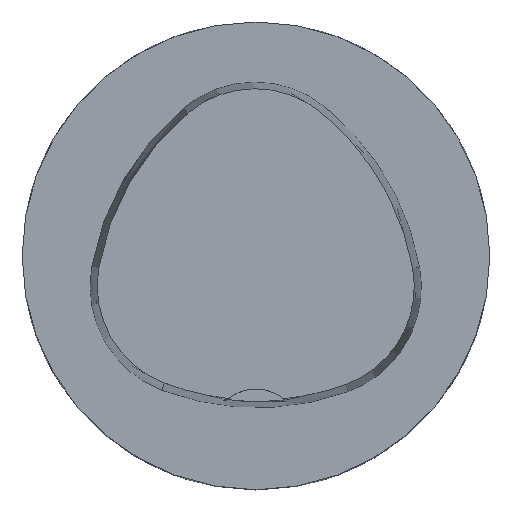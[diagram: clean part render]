
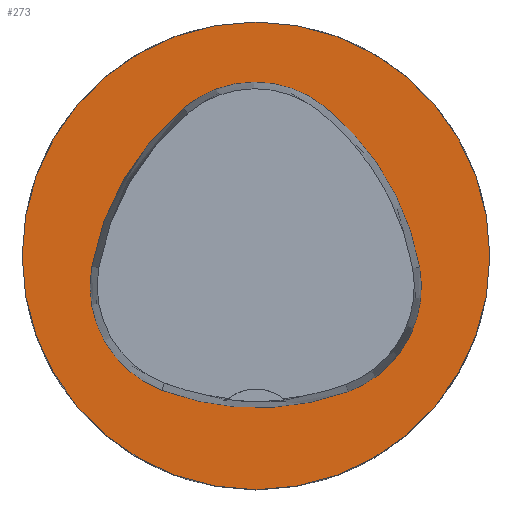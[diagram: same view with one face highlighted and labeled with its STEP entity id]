
A CAD part, top view. The second image highlights one B-rep face of the part: STEP entity #273.
In plain terms, the highlighted planar face has unit normal (0, 0, 1).
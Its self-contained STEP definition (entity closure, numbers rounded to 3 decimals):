
#135=FACE_BOUND('',#514,.T.);
#136=FACE_BOUND('',#515,.T.);
#190=CIRCLE('',#1932,31.5);
#191=CIRCLE('',#1938,36.);
#193=CIRCLE('',#1941,15.);
#195=CIRCLE('',#1944,36.);
#197=CIRCLE('',#1947,15.);
#200=CIRCLE('',#1951,36.);
#203=CIRCLE('',#1955,15.);
#273=ADVANCED_FACE('',(#135,#136),#336,.T.);
#336=PLANE('',#1960);
#514=EDGE_LOOP('',(#1205,#1206,#1207,#1208,#1209,#1210));
#515=EDGE_LOOP('',(#1211));
#1205=ORIENTED_EDGE('',*,*,#1686,.F.);
#1206=ORIENTED_EDGE('',*,*,#1681,.F.);
#1207=ORIENTED_EDGE('',*,*,#1676,.F.);
#1208=ORIENTED_EDGE('',*,*,#1673,.F.);
#1209=ORIENTED_EDGE('',*,*,#1670,.F.);
#1210=ORIENTED_EDGE('',*,*,#1666,.F.);
#1211=ORIENTED_EDGE('',*,*,#1657,.T.);
#1446=VERTEX_POINT('',#3084);
#1455=VERTEX_POINT('',#3103);
#1456=VERTEX_POINT('',#3104);
#1459=VERTEX_POINT('',#3112);
#1461=VERTEX_POINT('',#3118);
#1463=VERTEX_POINT('',#3124);
#1467=VERTEX_POINT('',#3137);
#1657=EDGE_CURVE('',#1446,#1446,#190,.T.);
#1666=EDGE_CURVE('',#1455,#1456,#191,.T.);
#1670=EDGE_CURVE('',#1456,#1459,#193,.T.);
#1673=EDGE_CURVE('',#1459,#1461,#195,.T.);
#1676=EDGE_CURVE('',#1461,#1463,#197,.T.);
#1681=EDGE_CURVE('',#1463,#1467,#200,.T.);
#1686=EDGE_CURVE('',#1467,#1455,#203,.T.);
#1932=AXIS2_PLACEMENT_3D('',#3083,#2342,#2343);
#1938=AXIS2_PLACEMENT_3D('',#3102,#2358,#2359);
#1941=AXIS2_PLACEMENT_3D('',#3111,#2366,#2367);
#1944=AXIS2_PLACEMENT_3D('',#3117,#2373,#2374);
#1947=AXIS2_PLACEMENT_3D('',#3123,#2380,#2381);
#1951=AXIS2_PLACEMENT_3D('',#3136,#2389,#2390);
#1955=AXIS2_PLACEMENT_3D('',#3149,#2398,#2399);
#1960=AXIS2_PLACEMENT_3D('',#3154,#2408,#2409);
#2342=DIRECTION('',(0.,0.,1.));
#2343=DIRECTION('',(1.,0.,0.));
#2358=DIRECTION('',(0.,0.,1.));
#2359=DIRECTION('',(1.,0.,0.));
#2366=DIRECTION('',(0.,0.,1.));
#2367=DIRECTION('',(1.,0.,0.));
#2373=DIRECTION('',(0.,0.,1.));
#2374=DIRECTION('',(1.,0.,0.));
#2380=DIRECTION('',(0.,0.,1.));
#2381=DIRECTION('',(1.,0.,0.));
#2389=DIRECTION('',(0.,0.,1.));
#2390=DIRECTION('',(1.,0.,0.));
#2398=DIRECTION('',(0.,0.,1.));
#2399=DIRECTION('',(1.,0.,0.));
#2408=DIRECTION('',(0.,0.,1.));
#2409=DIRECTION('',(-1.,0.,0.));
#3083=CARTESIAN_POINT('',(0.,0.,0.));
#3084=CARTESIAN_POINT('',(31.5,0.,0.));
#3102=CARTESIAN_POINT('',(-13.398,-7.893,0.));
#3103=CARTESIAN_POINT('',(22.041,-1.562,0.));
#3104=CARTESIAN_POINT('',(9.317,20.036,0.));
#3111=CARTESIAN_POINT('',(-0.148,8.399,0.));
#3112=CARTESIAN_POINT('',(-9.779,19.898,0.));
#3117=CARTESIAN_POINT('',(13.337,-7.7,0.));
#3118=CARTESIAN_POINT('',(-22.122,-1.48,0.));
#3123=CARTESIAN_POINT('',(-7.347,-4.071,0.));
#3124=CARTESIAN_POINT('',(-12.693,-18.087,0.));
#3136=CARTESIAN_POINT('',(0.137,15.55,0.));
#3137=CARTESIAN_POINT('',(12.373,-18.307,0.));
#3149=CARTESIAN_POINT('',(7.275,-4.2,0.));
#3154=CARTESIAN_POINT('',(0.,0.,0.));
